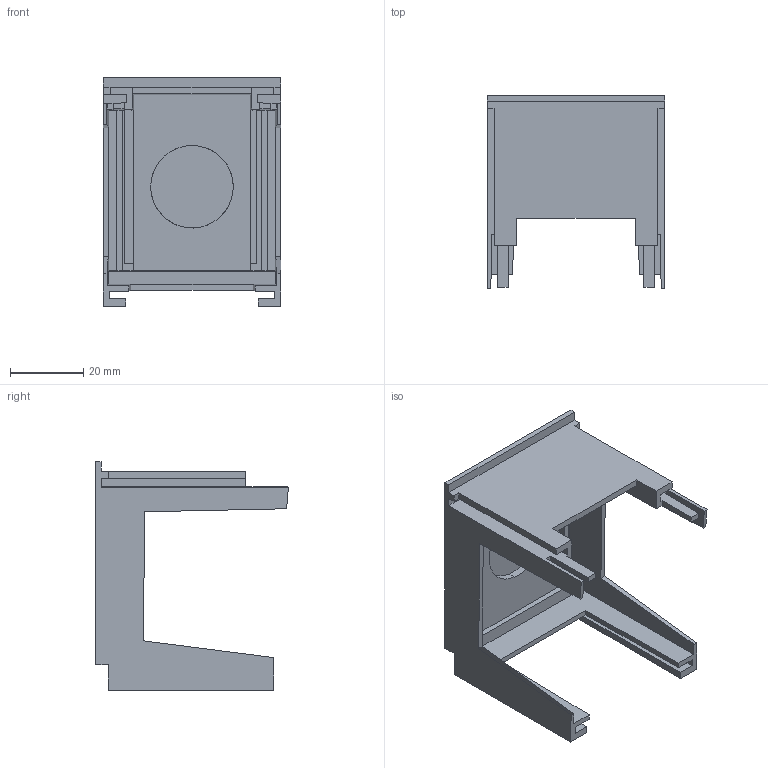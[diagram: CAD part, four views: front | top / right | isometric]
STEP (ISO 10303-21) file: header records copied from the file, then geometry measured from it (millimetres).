
FILE_DESCRIPTION((''),'2;1');
FILE_NAME('PRT0003','2023-08-11T09:27:20',('20724'),(''),'CREO PARAMETRIC BY PTC INC, 2016390','CREO PARAMETRIC BY PTC INC, 2016390','');
FILE_SCHEMA(('AUTOMOTIVE_DESIGN { 1 0 10303 214 1 1 1 1 }'));
Length unit declared in the file: millimetre
Products named in the file (1): PRT0003
Bounding box: 48.5 x 52.54 x 62.36 mm (x, y, z)
Surface area: 20770 mm2 (no closed solid volume)
Topology: 0 solids, 3 shells, 94 faces, 298 edges, 204 vertices
Faces by surface type: plane 92, cone 2
Entity records: 4036 total; most frequent: CARTESIAN_POINT 632, ORIENTED_EDGE 558, DIRECTION 483, EDGE_CURVE 298, VECTOR 279, LINE 279, VERTEX_POINT 204, COLOUR_RGB 110
